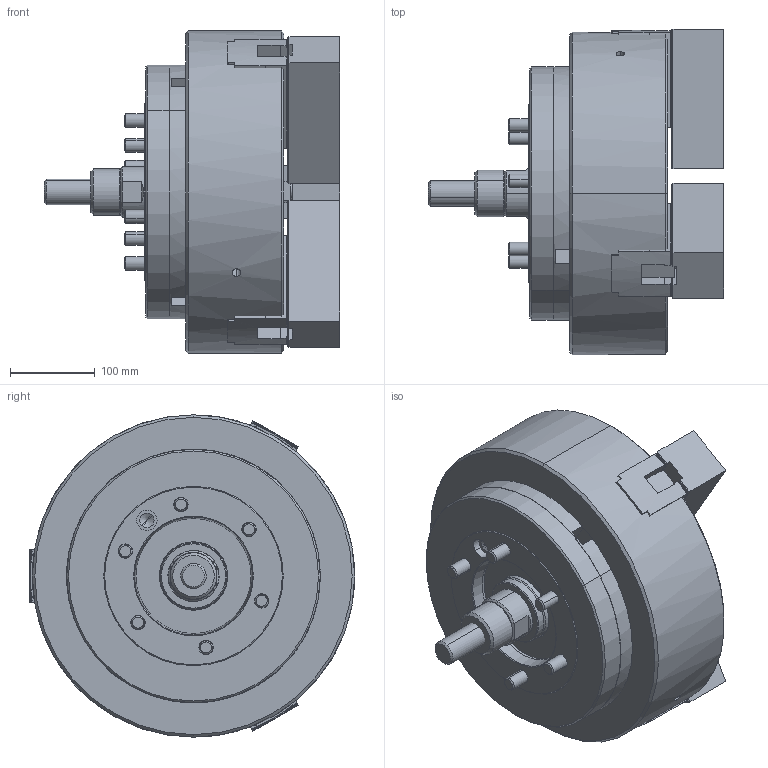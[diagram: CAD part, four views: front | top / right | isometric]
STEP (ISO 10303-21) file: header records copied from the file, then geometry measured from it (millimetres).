
FILE_DESCRIPTION (( 'STEP AP203' ), '1' );
FILE_NAME ('CF-3V-15A8.STEP', '2018-09-28T02:36:36', ( '' ), ( '' ), 'SwSTEP 2.0', 'SolidWorks 2016', '' );
FILE_SCHEMA (( 'CONFIG_CONTROL_DESIGN' ));
Length unit declared in the file: millimetre
Products named in the file (16): SJ-15P; 圓頭內六角螺栓_M20x55; CF-3P-15-05000; CF-3H-215-04000; CF-3V-15-03010; 半圓頭六角孔螺栓_M6x12; 圓頭內六角螺栓_M20x120; 圓頭內六角螺栓_M30x125(全牙); CF-3V-15-02010; CF-3V-15-04010; CF-3P-15-06000; CF-3V-15-0101G; CF-3V-15A8; CF-3V-15-08020; CF-3V-15-10010; 圓頭內六角螺栓_M16x60
Assembly tree (41 placements, depth 2):
  CF-3V-15A8
    CF-3V-15-0101G
    CF-3V-15-02010
    CF-3V-15-03010  x3
    CF-3P-15-05000
    CF-3P-15-06000
    圓頭內六角螺栓_M30x125(全牙)
    CF-3V-15-08020
    CF-3V-15-04010
    CF-3H-215-04000  x3
    SJ-15P  x3
    半圓頭六角孔螺栓_M6x12  x6
    圓頭內六角螺栓_M20x120  x6
    圓頭內六角螺栓_M20x55  x6
    CF-3V-15-10010
    圓頭內六角螺栓_M16x60  x6
Bounding box: 349.25 x 384.54 x 381 mm (x, y, z)
Volume: 17767583.1 mm3; surface area: 1461403.2 mm2
Topology: 41 solids, 41 shells, 6201 faces, 17766 edges, 11695 vertices
Faces by surface type: plane 3982, cylinder 1891, cone 304, torus 24
Entity records: 75836 total; most frequent: CARTESIAN_POINT 15772, ORIENTED_EDGE 12856, DIRECTION 11216, EDGE_CURVE 6428, VECTOR 4528, LINE 4528, VERTEX_POINT 4240, AXIS2_PLACEMENT_3D 3344
